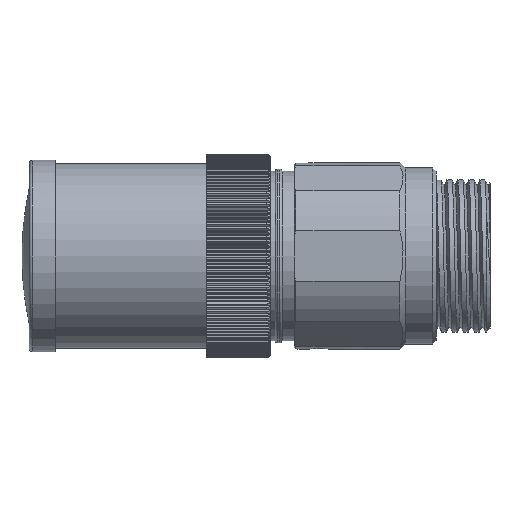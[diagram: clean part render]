
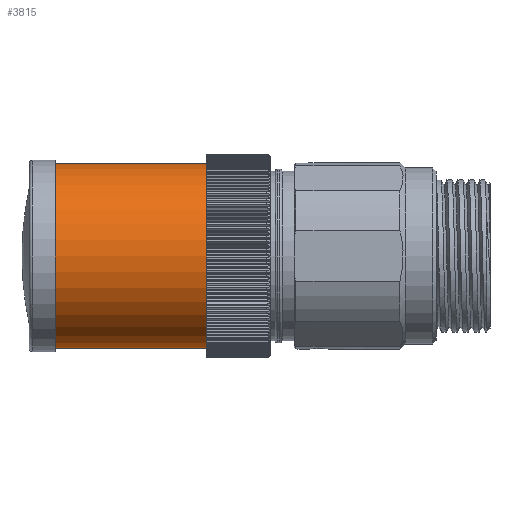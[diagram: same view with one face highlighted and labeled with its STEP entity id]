
A CAD part, front view. The second image highlights one B-rep face of the part: STEP entity #3815.
In plain terms, the highlighted cylindrical face has radius 13.35 mm (diameter 26.7 mm), a partial arc.
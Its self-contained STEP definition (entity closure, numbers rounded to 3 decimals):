
#1444=FACE_OUTER_BOUND('',#4805,.T.);
#2309=LINE('',#24487,#3176);
#2312=LINE('',#24519,#3179);
#3176=VECTOR('',#15934,1.);
#3179=VECTOR('',#15941,1.);
#3815=ADVANCED_FACE('',(#1444),#4088,.T.);
#4088=CYLINDRICAL_SURFACE('',#12912,13.35);
#4805=EDGE_LOOP('',(#8150,#8151,#8152,#8153));
#8150=ORIENTED_EDGE('',*,*,#10316,.F.);
#8151=ORIENTED_EDGE('',*,*,#11216,.T.);
#8152=ORIENTED_EDGE('',*,*,#11217,.F.);
#8153=ORIENTED_EDGE('',*,*,#11209,.F.);
#9034=VERTEX_POINT('',#19097);
#9035=VERTEX_POINT('',#19099);
#9484=VERTEX_POINT('',#24488);
#9490=VERTEX_POINT('',#24518);
#10316=EDGE_CURVE('',#9034,#9035,#11636,.T.);
#11209=EDGE_CURVE('',#9035,#9484,#2309,.T.);
#11216=EDGE_CURVE('',#9034,#9490,#2312,.T.);
#11217=EDGE_CURVE('',#9484,#9490,#11806,.T.);
#11636=CIRCLE('',#12292,13.35);
#11806=CIRCLE('',#12911,13.35);
#12292=AXIS2_PLACEMENT_3D('',#19098,#14266,#14267);
#12911=AXIS2_PLACEMENT_3D('',#24521,#15944,#15945);
#12912=AXIS2_PLACEMENT_3D('',#24522,#15946,#15947);
#14266=DIRECTION('',(1.,0.,0.));
#14267=DIRECTION('',(0.,0.,-1.));
#15934=DIRECTION('',(-1.,0.,0.));
#15941=DIRECTION('',(-1.,0.,0.));
#15944=DIRECTION('',(-1.,0.,0.));
#15945=DIRECTION('',(0.,0.,-1.));
#15946=DIRECTION('',(1.,0.,0.));
#15947=DIRECTION('',(0.,0.,-1.));
#19097=CARTESIAN_POINT('',(-6.2,0.,13.35));
#19098=CARTESIAN_POINT('',(-6.2,0.,0.));
#19099=CARTESIAN_POINT('',(-6.2,0.,-13.35));
#24487=CARTESIAN_POINT('',(-6.,0.,-13.35));
#24488=CARTESIAN_POINT('',(-28.1,0.,-13.35));
#24518=CARTESIAN_POINT('',(-28.1,0.,13.35));
#24519=CARTESIAN_POINT('',(-6.,0.,13.35));
#24521=CARTESIAN_POINT('',(-28.1,0.,0.));
#24522=CARTESIAN_POINT('',(-34.573,0.,0.));
